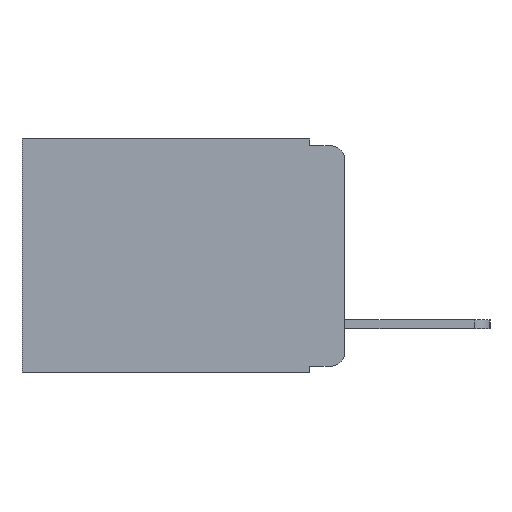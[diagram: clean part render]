
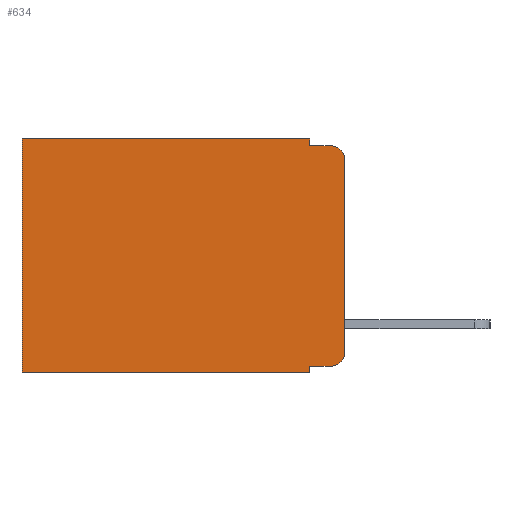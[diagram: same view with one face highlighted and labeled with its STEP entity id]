
A CAD part, left-side view. The second image highlights one B-rep face of the part: STEP entity #634.
In plain terms, the highlighted planar face has unit normal (-1, 0, 0).
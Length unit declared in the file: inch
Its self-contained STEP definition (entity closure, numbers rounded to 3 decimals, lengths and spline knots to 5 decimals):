
#78 = CARTESIAN_POINT ( 'NONE',  ( 0.298, 0., -0.03 ) ) ;
#88 = VERTEX_POINT ( 'NONE', #6674 ) ;
#99 = CARTESIAN_POINT ( 'NONE',  ( 0.298, 0.473, -0.343 ) ) ;
#285 = DIRECTION ( 'NONE',  ( 0., 0., -1. ) ) ;
#334 = VECTOR ( 'NONE', #5076, 39.37008 ) ;
#572 = DIRECTION ( 'NONE',  ( 0., 0., -1. ) ) ;
#634 = ADVANCED_FACE ( 'NONE', ( #8907 ), #9394, .F. ) ;
#667 = ORIENTED_EDGE ( 'NONE', *, *, #4290, .T. ) ;
#990 = EDGE_CURVE ( 'NONE', #7507, #5305, #6259, .T. ) ;
#996 = ORIENTED_EDGE ( 'NONE', *, *, #6105, .T. ) ;
#1250 = VECTOR ( 'NONE', #572, 39.37008 ) ;
#1482 = CIRCLE ( 'NONE', #6574, 0.02 ) ;
#1512 = CARTESIAN_POINT ( 'NONE',  ( 0.298, 0.051, 0. ) ) ;
#1591 = VECTOR ( 'NONE', #9123, 39.37008 ) ;
#1635 = VECTOR ( 'NONE', #6874, 39.37008 ) ;
#1771 = ORIENTED_EDGE ( 'NONE', *, *, #9333, .F. ) ;
#1934 = DIRECTION ( 'NONE',  ( 1., 0., 0. ) ) ;
#2028 = CARTESIAN_POINT ( 'NONE',  ( 0.298, 0.02, -0.333 ) ) ;
#2153 = ORIENTED_EDGE ( 'NONE', *, *, #4602, .T. ) ;
#2158 = DIRECTION ( 'NONE',  ( 0., 0., -1. ) ) ;
#2200 = EDGE_CURVE ( 'NONE', #3209, #10976, #8763, .T. ) ;
#2319 = VERTEX_POINT ( 'NONE', #2028 ) ;
#2374 = CARTESIAN_POINT ( 'NONE',  ( 0.298, 0.051, -0.01 ) ) ;
#2453 = ORIENTED_EDGE ( 'NONE', *, *, #2200, .F. ) ;
#2563 = EDGE_CURVE ( 'NONE', #6963, #7376, #10270, .T. ) ;
#2698 = VERTEX_POINT ( 'NONE', #99 ) ;
#3034 = DIRECTION ( 'NONE',  ( 0., 1., 0. ) ) ;
#3039 = ORIENTED_EDGE ( 'NONE', *, *, #2563, .F. ) ;
#3077 = EDGE_CURVE ( 'NONE', #7507, #88, #4654, .T. ) ;
#3209 = VERTEX_POINT ( 'NONE', #6340 ) ;
#3317 = CARTESIAN_POINT ( 'NONE',  ( 0.298, 0.02, -0.01 ) ) ;
#3519 = ORIENTED_EDGE ( 'NONE', *, *, #3077, .T. ) ;
#3548 = DIRECTION ( 'NONE',  ( -1., 0., 0. ) ) ;
#3554 = CARTESIAN_POINT ( 'NONE',  ( 0.298, 0.02, -0.313 ) ) ;
#3880 = CARTESIAN_POINT ( 'NONE',  ( 0.298, 0., 0. ) ) ;
#4290 = EDGE_CURVE ( 'NONE', #3209, #2319, #6604, .T. ) ;
#4366 = VECTOR ( 'NONE', #3034, 39.37008 ) ;
#4512 = ORIENTED_EDGE ( 'NONE', *, *, #6444, .F. ) ;
#4602 = EDGE_CURVE ( 'NONE', #2319, #7376, #1482, .T. ) ;
#4654 = LINE ( 'NONE', #5344, #4366 ) ;
#4733 = LINE ( 'NONE', #9599, #11037 ) ;
#4937 = ORIENTED_EDGE ( 'NONE', *, *, #6588, .T. ) ;
#5076 = DIRECTION ( 'NONE',  ( 0., -1., 0. ) ) ;
#5084 = ORIENTED_EDGE ( 'NONE', *, *, #990, .F. ) ;
#5305 = VERTEX_POINT ( 'NONE', #6982 ) ;
#5312 = LINE ( 'NONE', #2374, #334 ) ;
#5344 = CARTESIAN_POINT ( 'NONE',  ( 0.298, 0., 0. ) ) ;
#5408 = AXIS2_PLACEMENT_3D ( 'NONE', #10338, #10322, #2158 ) ;
#5948 = CARTESIAN_POINT ( 'NONE',  ( 0.298, 0.051, 0. ) ) ;
#6105 = EDGE_CURVE ( 'NONE', #88, #2698, #4733, .T. ) ;
#6259 = LINE ( 'NONE', #5948, #1250 ) ;
#6340 = CARTESIAN_POINT ( 'NONE',  ( 0.298, 0.051, -0.333 ) ) ;
#6444 = EDGE_CURVE ( 'NONE', #10976, #2698, #8549, .T. ) ;
#6511 = VECTOR ( 'NONE', #9122, 39.37008 ) ;
#6574 = AXIS2_PLACEMENT_3D ( 'NONE', #3554, #3548, #10395 ) ;
#6588 = EDGE_CURVE ( 'NONE', #6963, #8519, #10320, .T. ) ;
#6604 = LINE ( 'NONE', #6886, #1635 ) ;
#6674 = CARTESIAN_POINT ( 'NONE',  ( 0.298, 0.473, 0. ) ) ;
#6824 = DIRECTION ( 'NONE',  ( 0., 0., -1. ) ) ;
#6874 = DIRECTION ( 'NONE',  ( 0., -1., 0. ) ) ;
#6886 = CARTESIAN_POINT ( 'NONE',  ( 0.298, 0.051, -0.333 ) ) ;
#6963 = VERTEX_POINT ( 'NONE', #78 ) ;
#6982 = CARTESIAN_POINT ( 'NONE',  ( 0.298, 0.051, -0.01 ) ) ;
#7376 = VERTEX_POINT ( 'NONE', #8029 ) ;
#7507 = VERTEX_POINT ( 'NONE', #1512 ) ;
#8000 = EDGE_LOOP ( 'NONE', ( #3039, #4937, #1771, #5084, #3519, #996, #4512, #2453, #667, #2153 ) ) ;
#8029 = CARTESIAN_POINT ( 'NONE',  ( 0.298, 0., -0.313 ) ) ;
#8105 = VECTOR ( 'NONE', #6824, 39.37008 ) ;
#8506 = DIRECTION ( 'NONE',  ( 0., 0., -1. ) ) ;
#8519 = VERTEX_POINT ( 'NONE', #3317 ) ;
#8549 = LINE ( 'NONE', #8833, #1591 ) ;
#8763 = LINE ( 'NONE', #9741, #6511 ) ;
#8833 = CARTESIAN_POINT ( 'NONE',  ( 0.298, 0., -0.343 ) ) ;
#8907 = FACE_OUTER_BOUND ( 'NONE', #8000, .T. ) ;
#9122 = DIRECTION ( 'NONE',  ( 0., 0., -1. ) ) ;
#9123 = DIRECTION ( 'NONE',  ( 0., 1., 0. ) ) ;
#9333 = EDGE_CURVE ( 'NONE', #5305, #8519, #5312, .T. ) ;
#9394 = PLANE ( 'NONE',  #10449 ) ;
#9599 = CARTESIAN_POINT ( 'NONE',  ( 0.298, 0.473, 0. ) ) ;
#9661 = CARTESIAN_POINT ( 'NONE',  ( 0.298, 0.051, -0.343 ) ) ;
#9741 = CARTESIAN_POINT ( 'NONE',  ( 0.298, 0.051, 0. ) ) ;
#10270 = LINE ( 'NONE', #11147, #8105 ) ;
#10320 = CIRCLE ( 'NONE', #5408, 0.02 ) ;
#10322 = DIRECTION ( 'NONE',  ( -1., 0., 0. ) ) ;
#10338 = CARTESIAN_POINT ( 'NONE',  ( 0.298, 0.02, -0.03 ) ) ;
#10395 = DIRECTION ( 'NONE',  ( 0., 0., -1. ) ) ;
#10449 = AXIS2_PLACEMENT_3D ( 'NONE', #3880, #1934, #285 ) ;
#10976 = VERTEX_POINT ( 'NONE', #9661 ) ;
#11037 = VECTOR ( 'NONE', #8506, 39.37008 ) ;
#11147 = CARTESIAN_POINT ( 'NONE',  ( 0.298, 0., 0. ) ) ;
